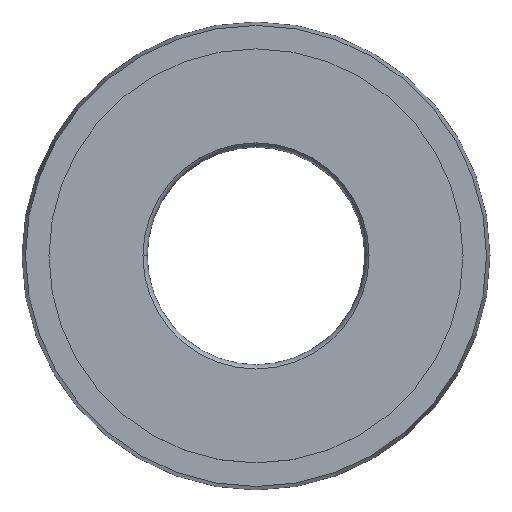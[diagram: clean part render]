
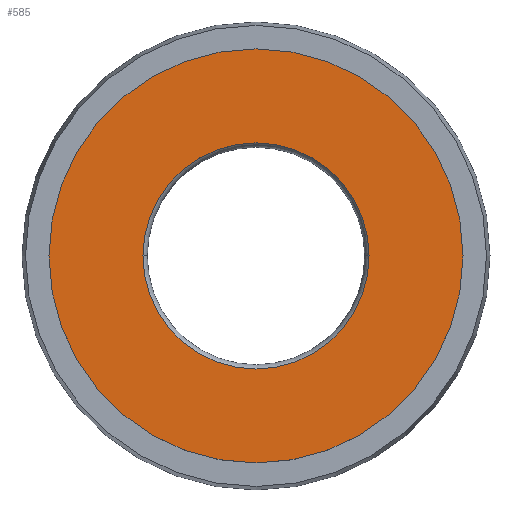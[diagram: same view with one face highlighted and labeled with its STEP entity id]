
A CAD part, top view. The second image highlights one B-rep face of the part: STEP entity #585.
In plain terms, the highlighted planar face has unit normal (0, 0, 1).
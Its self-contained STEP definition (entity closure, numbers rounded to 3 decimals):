
#6 = AXIS2_PLACEMENT_3D ( 'NONE', #548, #496, #545 ) ;
#44 = DIRECTION ( 'NONE',  ( 0., 0., 1. ) ) ;
#79 = PLANE ( 'NONE',  #341 ) ;
#86 = CIRCLE ( 'NONE', #366, 11.9 ) ;
#100 = VERTEX_POINT ( 'NONE', #182 ) ;
#111 = CIRCLE ( 'NONE', #146, 6.5 ) ;
#146 = AXIS2_PLACEMENT_3D ( 'NONE', #320, #169, #560 ) ;
#150 = EDGE_LOOP ( 'NONE', ( #155, #642 ) ) ;
#155 = ORIENTED_EDGE ( 'NONE', *, *, #256, .F. ) ;
#167 = CARTESIAN_POINT ( 'NONE',  ( 0., 0., 0. ) ) ;
#169 = DIRECTION ( 'NONE',  ( 0., 0., 1. ) ) ;
#176 = EDGE_CURVE ( 'NONE', #550, #100, #229, .T. ) ;
#182 = CARTESIAN_POINT ( 'NONE',  ( 11.9, 0., 0. ) ) ;
#205 = EDGE_LOOP ( 'NONE', ( #528, #407 ) ) ;
#229 = CIRCLE ( 'NONE', #304, 11.9 ) ;
#254 = FACE_BOUND ( 'NONE', #150, .T. ) ;
#256 = EDGE_CURVE ( 'NONE', #363, #451, #463, .T. ) ;
#274 = CARTESIAN_POINT ( 'NONE',  ( -11.9, 0., 0. ) ) ;
#283 = DIRECTION ( 'NONE',  ( -1., 0., 0. ) ) ;
#304 = AXIS2_PLACEMENT_3D ( 'NONE', #635, #44, #589 ) ;
#319 = DIRECTION ( 'NONE',  ( 1., 0., 0. ) ) ;
#320 = CARTESIAN_POINT ( 'NONE',  ( 0., 0., 0. ) ) ;
#335 = DIRECTION ( 'NONE',  ( 0., 0., -1. ) ) ;
#341 = AXIS2_PLACEMENT_3D ( 'NONE', #385, #335, #283 ) ;
#355 = CARTESIAN_POINT ( 'NONE',  ( -6.5, 0., 0. ) ) ;
#363 = VERTEX_POINT ( 'NONE', #638 ) ;
#366 = AXIS2_PLACEMENT_3D ( 'NONE', #167, #464, #319 ) ;
#385 = CARTESIAN_POINT ( 'NONE',  ( 0., 0., 0. ) ) ;
#407 = ORIENTED_EDGE ( 'NONE', *, *, #176, .T. ) ;
#451 = VERTEX_POINT ( 'NONE', #355 ) ;
#463 = CIRCLE ( 'NONE', #6, 6.5 ) ;
#464 = DIRECTION ( 'NONE',  ( 0., 0., 1. ) ) ;
#466 = EDGE_CURVE ( 'NONE', #100, #550, #86, .T. ) ;
#481 = FACE_OUTER_BOUND ( 'NONE', #205, .T. ) ;
#496 = DIRECTION ( 'NONE',  ( 0., 0., 1. ) ) ;
#528 = ORIENTED_EDGE ( 'NONE', *, *, #466, .T. ) ;
#530 = EDGE_CURVE ( 'NONE', #451, #363, #111, .T. ) ;
#545 = DIRECTION ( 'NONE',  ( 1., 0., 0. ) ) ;
#548 = CARTESIAN_POINT ( 'NONE',  ( 0., 0., 0. ) ) ;
#550 = VERTEX_POINT ( 'NONE', #274 ) ;
#560 = DIRECTION ( 'NONE',  ( 1., 0., 0. ) ) ;
#585 = ADVANCED_FACE ( 'NONE', ( #254, #481 ), #79, .F. ) ;
#589 = DIRECTION ( 'NONE',  ( 1., 0., 0. ) ) ;
#635 = CARTESIAN_POINT ( 'NONE',  ( 0., 0., 0. ) ) ;
#638 = CARTESIAN_POINT ( 'NONE',  ( 6.5, 0., 0. ) ) ;
#642 = ORIENTED_EDGE ( 'NONE', *, *, #530, .F. ) ;
